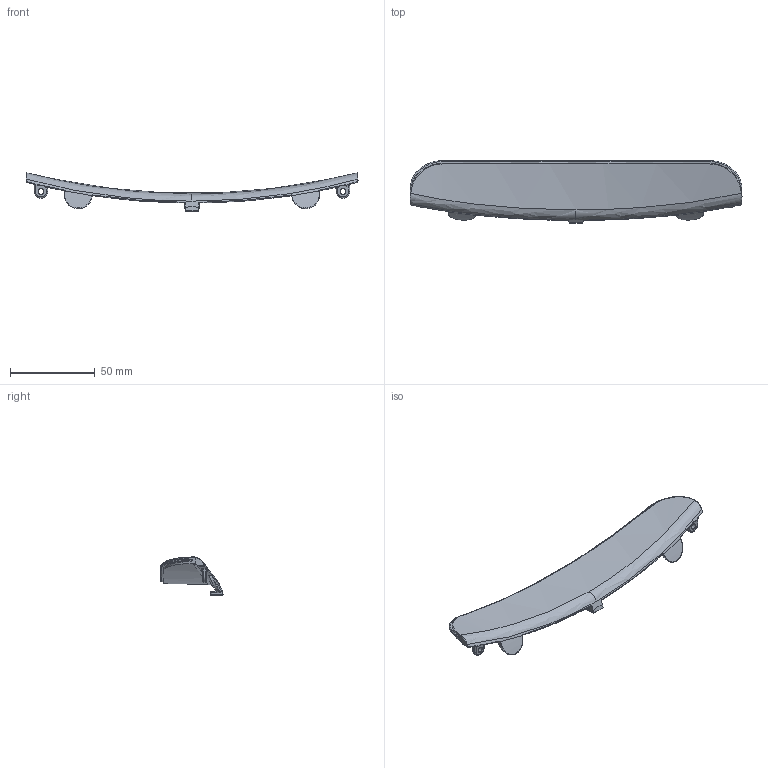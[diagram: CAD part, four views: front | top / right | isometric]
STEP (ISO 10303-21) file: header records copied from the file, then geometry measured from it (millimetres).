
FILE_DESCRIPTION (( 'STEP AP214' ), '1' );
FILE_NAME ('C00021_LED_LENS_V2_1.STEP', '2017-03-15T22:00:44', ( '' ), ( '' ), 'SwSTEP 2.0', 'SolidWorks 2013', '' );
FILE_SCHEMA (( 'AUTOMOTIVE_DESIGN' ));
Length unit declared in the file: millimetre
Products named in the file (1): C00021_LED_LENS_V2_1
Bounding box: 195.52 x 36.83 x 22.43 mm (x, y, z)
Surface area: 14764.1 mm2 (no closed solid volume)
Topology: 0 solids, 2 shells, 184 faces, 462 edges, 275 vertices
Faces by surface type: bspline 98, cylinder 63, plane 21, cone 2
Entity records: 14667 total; most frequent: CARTESIAN_POINT 9335, ORIENTED_EDGE 909, EDGE_CURVE 459, DIRECTION 332, B_SPLINE_CURVE_WITH_KNOTS 294, VERTEX_POINT 275, EDGE_LOOP 189, UNCERTAINTY_MEASURE_WITH_UNIT 187
